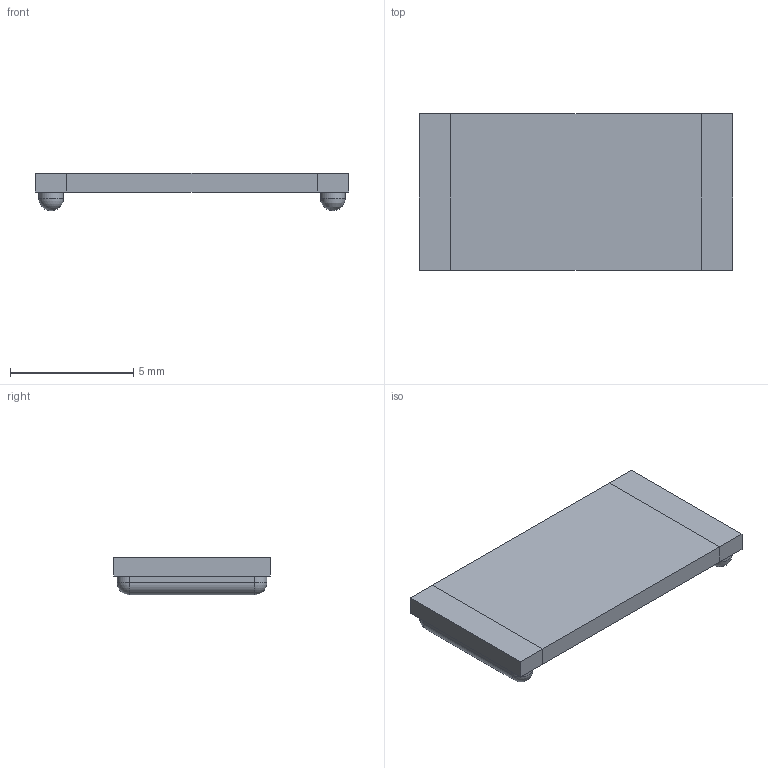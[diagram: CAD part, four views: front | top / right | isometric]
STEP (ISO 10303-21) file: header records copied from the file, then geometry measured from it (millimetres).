
FILE_DESCRIPTION((''),'2;1');
FILE_NAME('RES_METALLUX_PR 2550.stp','2012-11-12T11:59:13',(''),(''),'Mechanical Desktop 2011','Mechanical Desktop 2011',', , ');
FILE_SCHEMA(('AUTOMOTIVE_DESIGN { 1 2 10303 214 1 1 1 1 }'));
Length unit declared in the file: millimetre
Products named in the file (1): Product
Bounding box: 12.7 x 6.35 x 1.52 mm (x, y, z)
Volume: 68.9 mm3; surface area: 247.3 mm2
Topology: 5 solids, 5 shells, 34 faces, 73 edges, 46 vertices
Faces by surface type: plane 21, bspline 8, cylinder 3, sphere 2
Entity records: 1027 total; most frequent: CARTESIAN_POINT 261, DIRECTION 139, ORIENTED_EDGE 136, EDGE_CURVE 68, VECTOR 53, LINE 53, VERTEX_POINT 44, AXIS2_PLACEMENT_3D 43
